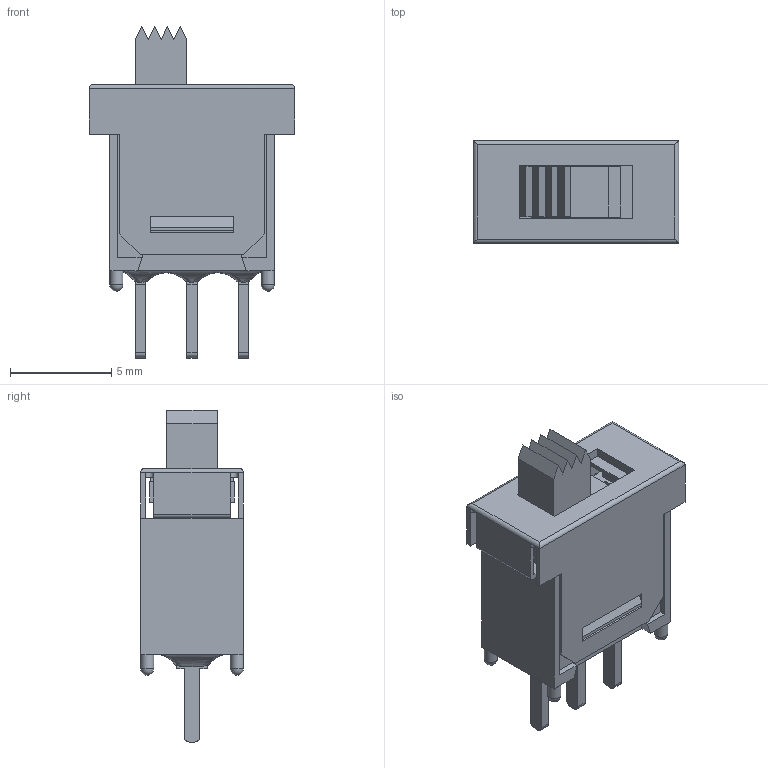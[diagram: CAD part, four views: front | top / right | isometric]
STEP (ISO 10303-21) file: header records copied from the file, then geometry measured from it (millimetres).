
FILE_DESCRIPTION((''),'2;1');
FILE_NAME('500ASSP1M2xE.stp','2011-11-21T15:52:31',('blarson'),(''),'Autodesk Inventor 11','Autodesk Inventor 11','');
FILE_SCHEMA(('AUTOMOTIVE_DESIGN { 1 0 10303 214 1 1 1 1 }'));
Length unit declared in the file: millimetre
Products named in the file (6): 500ASSP3M2xE; 500 SSP BODY; 500 SSP STD BRACKET; 500 SSP  M2; 500 SSP ACTUATOR; 500 SSP ACTUATOR PLATE
Assembly tree (5 placements, depth 2):
  500ASSP3M2xE
    500 SSP BODY
    500 SSP STD BRACKET
    500 SSP  M2
    500 SSP ACTUATOR
    500 SSP ACTUATOR PLATE
Bounding box: 10.16 x 5.08 x 16.41 mm (x, y, z)
Volume: 225.7 mm3; surface area: 1033.9 mm2
Topology: 5 solids, 5 shells, 199 faces, 545 edges, 354 vertices
Faces by surface type: plane 159, cylinder 25, bspline 11, sphere 4
Full cylindrical faces by diameter (mm): 0.65 x4
Entity records: 8015 total; most frequent: CARTESIAN_POINT 2960, ORIENTED_EDGE 1058, DIRECTION 933, EDGE_CURVE 529, VECTOR 439, LINE 439, VERTEX_POINT 346, AXIS2_PLACEMENT_3D 247
